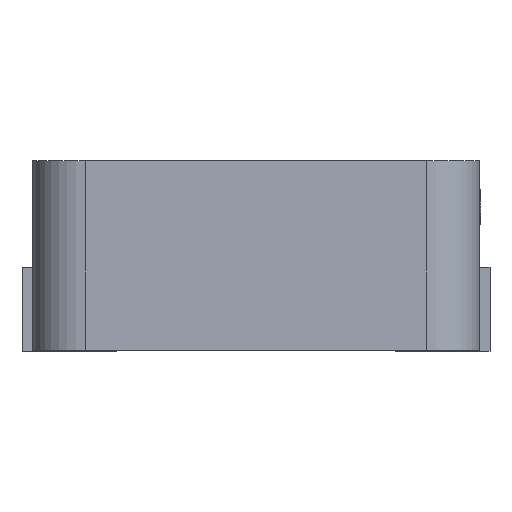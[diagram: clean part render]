
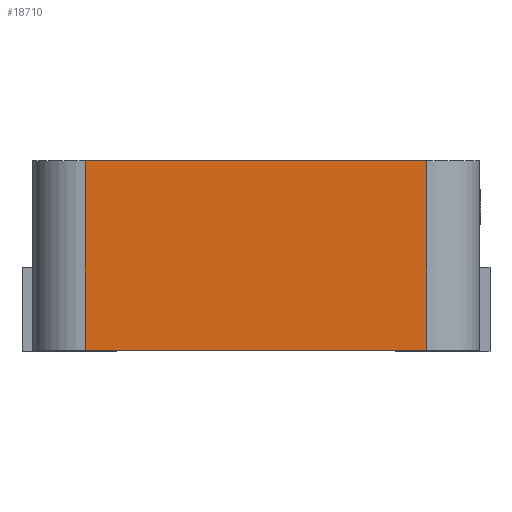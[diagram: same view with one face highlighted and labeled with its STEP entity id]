
A CAD part, front view. The second image highlights one B-rep face of the part: STEP entity #18710.
In plain terms, the highlighted planar face has unit normal (0, -1, 0).
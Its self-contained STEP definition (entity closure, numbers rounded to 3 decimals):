
#373 = VERTEX_POINT ( 'NONE', #15953 ) ;
#1068 = LINE ( 'NONE', #13694, #9420 ) ;
#1215 = ORIENTED_EDGE ( 'NONE', *, *, #10921, .T. ) ;
#2419 = EDGE_LOOP ( 'NONE', ( #4435, #1215, #13318, #15309 ) ) ;
#2516 = VECTOR ( 'NONE', #4599, 1000. ) ;
#2986 = DIRECTION ( 'NONE',  ( 0., 0., 1. ) ) ;
#3434 = VECTOR ( 'NONE', #4154, 1000. ) ;
#3909 = LINE ( 'NONE', #9676, #17495 ) ;
#4062 = CARTESIAN_POINT ( 'NONE',  ( 1.625, -2.05, 1.8 ) ) ;
#4154 = DIRECTION ( 'NONE',  ( 0., 0., 1. ) ) ;
#4435 = ORIENTED_EDGE ( 'NONE', *, *, #12645, .F. ) ;
#4599 = DIRECTION ( 'NONE',  ( 1., 0., 0. ) ) ;
#4620 = FACE_OUTER_BOUND ( 'NONE', #2419, .T. ) ;
#6381 = CARTESIAN_POINT ( 'NONE',  ( 1.625, -2.05, 1.8 ) ) ;
#7285 = CARTESIAN_POINT ( 'NONE',  ( -2.125, -2.05, 1.8 ) ) ;
#7607 = VERTEX_POINT ( 'NONE', #6381 ) ;
#9117 = EDGE_CURVE ( 'NONE', #373, #11114, #3909, .T. ) ;
#9420 = VECTOR ( 'NONE', #13969, 1000. ) ;
#9676 = CARTESIAN_POINT ( 'NONE',  ( -2.125, -2.05, 0. ) ) ;
#10357 = LINE ( 'NONE', #15825, #2516 ) ;
#10921 = EDGE_CURVE ( 'NONE', #13010, #373, #1068, .T. ) ;
#11114 = VERTEX_POINT ( 'NONE', #13449 ) ;
#12508 = AXIS2_PLACEMENT_3D ( 'NONE', #7285, #14576, #2986 ) ;
#12645 = EDGE_CURVE ( 'NONE', #13010, #7607, #10357, .T. ) ;
#13010 = VERTEX_POINT ( 'NONE', #15366 ) ;
#13318 = ORIENTED_EDGE ( 'NONE', *, *, #9117, .T. ) ;
#13319 = PLANE ( 'NONE',  #12508 ) ;
#13449 = CARTESIAN_POINT ( 'NONE',  ( 1.625, -2.05, 0. ) ) ;
#13694 = CARTESIAN_POINT ( 'NONE',  ( -1.625, -2.05, 1.8 ) ) ;
#13969 = DIRECTION ( 'NONE',  ( 0., 0., -1. ) ) ;
#14576 = DIRECTION ( 'NONE',  ( 0., 1., 0. ) ) ;
#15309 = ORIENTED_EDGE ( 'NONE', *, *, #18664, .T. ) ;
#15366 = CARTESIAN_POINT ( 'NONE',  ( -1.625, -2.05, 1.8 ) ) ;
#15486 = DIRECTION ( 'NONE',  ( 1., 0., 0. ) ) ;
#15825 = CARTESIAN_POINT ( 'NONE',  ( -2.125, -2.05, 1.8 ) ) ;
#15953 = CARTESIAN_POINT ( 'NONE',  ( -1.625, -2.05, 0. ) ) ;
#17062 = LINE ( 'NONE', #4062, #3434 ) ;
#17495 = VECTOR ( 'NONE', #15486, 1000. ) ;
#18664 = EDGE_CURVE ( 'NONE', #11114, #7607, #17062, .T. ) ;
#18710 = ADVANCED_FACE ( 'NONE', ( #4620 ), #13319, .F. ) ;
